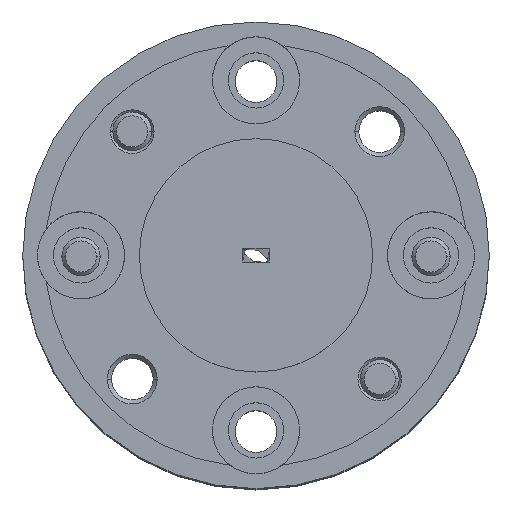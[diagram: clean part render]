
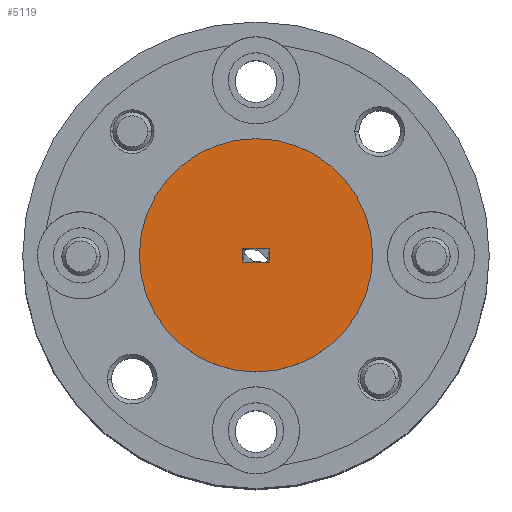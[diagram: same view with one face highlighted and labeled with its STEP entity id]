
A CAD part, top view. The second image highlights one B-rep face of the part: STEP entity #5119.
In plain terms, the highlighted planar face has unit normal (0, 0, 1).
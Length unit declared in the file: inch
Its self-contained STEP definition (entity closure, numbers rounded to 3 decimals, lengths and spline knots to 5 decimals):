
#50 = CARTESIAN_POINT ( 'NONE',  ( 3.77903, 0.01574, 0.74958 ) ) ;
#169 = ORIENTED_EDGE ( 'NONE', *, *, #988, .F. ) ;
#389 = VECTOR ( 'NONE', #1900, 39.37008 ) ;
#415 = ORIENTED_EDGE ( 'NONE', *, *, #1080, .F. ) ;
#512 = LINE ( 'NONE', #2826, #2086 ) ;
#547 = AXIS2_PLACEMENT_3D ( 'NONE', #4271, #3884, #619 ) ;
#619 = DIRECTION ( 'NONE',  ( 1., 0., 0. ) ) ;
#840 = CIRCLE ( 'NONE', #547, 0.1875 ) ;
#972 = CARTESIAN_POINT ( 'NONE',  ( 3.80053, 0.00499, 0.74958 ) ) ;
#988 = EDGE_CURVE ( 'NONE', #4066, #5085, #2347, .T. ) ;
#1080 = EDGE_CURVE ( 'NONE', #5565, #4952, #5720, .T. ) ;
#1118 = EDGE_LOOP ( 'NONE', ( #415, #3362, #169, #2168 ) ) ;
#1207 = AXIS2_PLACEMENT_3D ( 'NONE', #972, #2411, #2806 ) ;
#1294 = FACE_OUTER_BOUND ( 'NONE', #2313, .T. ) ;
#1570 = DIRECTION ( 'NONE',  ( 0., 1., 0. ) ) ;
#1824 = CARTESIAN_POINT ( 'NONE',  ( 3.82203, -0.00576, 0.74958 ) ) ;
#1876 = ORIENTED_EDGE ( 'NONE', *, *, #5423, .T. ) ;
#1888 = DIRECTION ( 'NONE',  ( 0., 0., 1. ) ) ;
#1900 = DIRECTION ( 'NONE',  ( 0., -1., 0. ) ) ;
#2023 = EDGE_CURVE ( 'NONE', #4952, #4066, #512, .T. ) ;
#2086 = VECTOR ( 'NONE', #2341, 39.37008 ) ;
#2133 = CARTESIAN_POINT ( 'NONE',  ( 3.77903, -0.00576, 0.74958 ) ) ;
#2168 = ORIENTED_EDGE ( 'NONE', *, *, #2023, .F. ) ;
#2284 = LINE ( 'NONE', #3138, #3547 ) ;
#2313 = EDGE_LOOP ( 'NONE', ( #4739, #1876 ) ) ;
#2341 = DIRECTION ( 'NONE',  ( -1., 0., 0. ) ) ;
#2347 = LINE ( 'NONE', #50, #389 ) ;
#2373 = AXIS2_PLACEMENT_3D ( 'NONE', #5115, #1888, #2796 ) ;
#2411 = DIRECTION ( 'NONE',  ( 0., 0., 1. ) ) ;
#2578 = CARTESIAN_POINT ( 'NONE',  ( 3.61303, 0.00499, 0.74958 ) ) ;
#2599 = VECTOR ( 'NONE', #1570, 39.37008 ) ;
#2796 = DIRECTION ( 'NONE',  ( 1., 0., 0. ) ) ;
#2806 = DIRECTION ( 'NONE',  ( 1., 0., 0. ) ) ;
#2826 = CARTESIAN_POINT ( 'NONE',  ( 3.77903, 0.01574, 0.74958 ) ) ;
#2940 = EDGE_CURVE ( 'NONE', #3498, #5721, #4120, .T. ) ;
#3138 = CARTESIAN_POINT ( 'NONE',  ( 3.77903, -0.00576, 0.74958 ) ) ;
#3174 = FACE_BOUND ( 'NONE', #1118, .T. ) ;
#3362 = ORIENTED_EDGE ( 'NONE', *, *, #3400, .F. ) ;
#3400 = EDGE_CURVE ( 'NONE', #5085, #5565, #2284, .T. ) ;
#3498 = VERTEX_POINT ( 'NONE', #3813 ) ;
#3547 = VECTOR ( 'NONE', #4124, 39.37008 ) ;
#3640 = PLANE ( 'NONE',  #2373 ) ;
#3813 = CARTESIAN_POINT ( 'NONE',  ( 3.98803, 0.00499, 0.74958 ) ) ;
#3884 = DIRECTION ( 'NONE',  ( 0., 0., 1. ) ) ;
#4066 = VERTEX_POINT ( 'NONE', #4165 ) ;
#4120 = CIRCLE ( 'NONE', #1207, 0.1875 ) ;
#4124 = DIRECTION ( 'NONE',  ( 1., 0., 0. ) ) ;
#4165 = CARTESIAN_POINT ( 'NONE',  ( 3.77903, 0.01574, 0.74958 ) ) ;
#4271 = CARTESIAN_POINT ( 'NONE',  ( 3.80053, 0.00499, 0.74958 ) ) ;
#4686 = CARTESIAN_POINT ( 'NONE',  ( 3.82203, 0.01574, 0.74958 ) ) ;
#4717 = CARTESIAN_POINT ( 'NONE',  ( 3.82203, 0.01574, 0.74958 ) ) ;
#4739 = ORIENTED_EDGE ( 'NONE', *, *, #2940, .T. ) ;
#4952 = VERTEX_POINT ( 'NONE', #4686 ) ;
#5085 = VERTEX_POINT ( 'NONE', #2133 ) ;
#5115 = CARTESIAN_POINT ( 'NONE',  ( 3.80053, 0.00499, 0.74958 ) ) ;
#5119 = ADVANCED_FACE ( 'NONE', ( #3174, #1294 ), #3640, .T. ) ;
#5423 = EDGE_CURVE ( 'NONE', #5721, #3498, #840, .T. ) ;
#5565 = VERTEX_POINT ( 'NONE', #1824 ) ;
#5720 = LINE ( 'NONE', #4717, #2599 ) ;
#5721 = VERTEX_POINT ( 'NONE', #2578 ) ;
